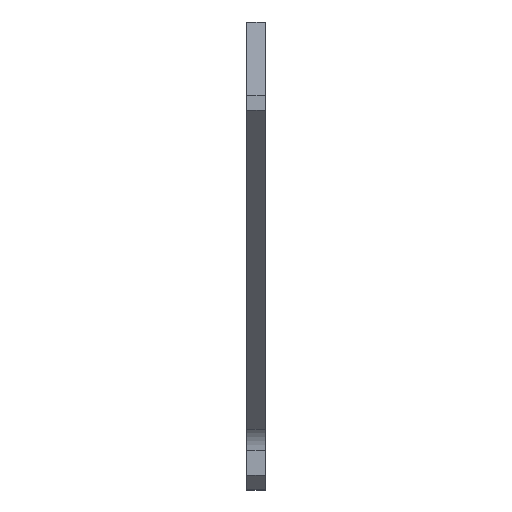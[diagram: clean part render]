
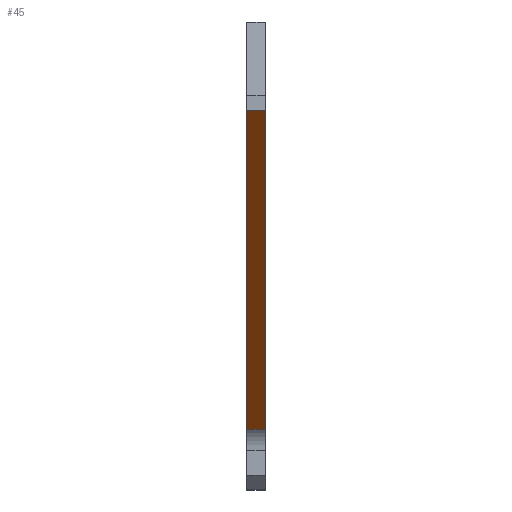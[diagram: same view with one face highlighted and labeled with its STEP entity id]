
A CAD part, left-side view. The second image highlights one B-rep face of the part: STEP entity #45.
In plain terms, the highlighted planar face has unit normal (-0.707, 0, -0.707).
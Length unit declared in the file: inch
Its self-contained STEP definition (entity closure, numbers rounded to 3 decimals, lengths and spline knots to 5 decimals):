
#4 = ORIENTED_EDGE ( 'NONE', *, *, #546, .T. ) ;
#29 = EDGE_CURVE ( 'NONE', #396, #249, #100, .T. ) ;
#32 = ORIENTED_EDGE ( 'NONE', *, *, #29, .F. ) ;
#45 = ADVANCED_FACE ( 'NONE', ( #231 ), #172, .F. ) ;
#49 = LINE ( 'NONE', #673, #472 ) ;
#100 = LINE ( 'NONE', #302, #239 ) ;
#113 = LINE ( 'NONE', #445, #699 ) ;
#118 = DIRECTION ( 'NONE',  ( 0.707, 0., 0.707 ) ) ;
#132 = CARTESIAN_POINT ( 'NONE',  ( -1.1063, 0., 0.62569 ) ) ;
#142 = VECTOR ( 'NONE', #309, 39.37008 ) ;
#161 = CARTESIAN_POINT ( 'NONE',  ( -1.0842, 0.03937, 0.60359 ) ) ;
#172 = PLANE ( 'NONE',  #183 ) ;
#183 = AXIS2_PLACEMENT_3D ( 'NONE', #773, #118, #466 ) ;
#231 = FACE_OUTER_BOUND ( 'NONE', #378, .T. ) ;
#236 = EDGE_CURVE ( 'NONE', #396, #281, #49, .T. ) ;
#239 = VECTOR ( 'NONE', #598, 39.37008 ) ;
#249 = VERTEX_POINT ( 'NONE', #161 ) ;
#273 = ORIENTED_EDGE ( 'NONE', *, *, #713, .T. ) ;
#281 = VERTEX_POINT ( 'NONE', #340 ) ;
#302 = CARTESIAN_POINT ( 'NONE',  ( -1.1063, 0.03937, 0.62569 ) ) ;
#309 = DIRECTION ( 'NONE',  ( -0.707, 0., 0.707 ) ) ;
#340 = CARTESIAN_POINT ( 'NONE',  ( -0.41201, 0., -0.0686 ) ) ;
#378 = EDGE_LOOP ( 'NONE', ( #4, #273, #32, #777 ) ) ;
#396 = VERTEX_POINT ( 'NONE', #553 ) ;
#445 = CARTESIAN_POINT ( 'NONE',  ( -1.0842, 0.03937, 0.60359 ) ) ;
#466 = DIRECTION ( 'NONE',  ( 0.707, 0., -0.707 ) ) ;
#472 = VECTOR ( 'NONE', #612, 39.37008 ) ;
#512 = DIRECTION ( 'NONE',  ( 0., 1., 0. ) ) ;
#546 = EDGE_CURVE ( 'NONE', #281, #608, #618, .T. ) ;
#553 = CARTESIAN_POINT ( 'NONE',  ( -0.41201, 0.03937, -0.0686 ) ) ;
#598 = DIRECTION ( 'NONE',  ( -0.707, 0., 0.707 ) ) ;
#608 = VERTEX_POINT ( 'NONE', #707 ) ;
#612 = DIRECTION ( 'NONE',  ( 0., -1., 0. ) ) ;
#618 = LINE ( 'NONE', #132, #142 ) ;
#673 = CARTESIAN_POINT ( 'NONE',  ( -0.41201, 0.03937, -0.0686 ) ) ;
#699 = VECTOR ( 'NONE', #512, 39.37008 ) ;
#707 = CARTESIAN_POINT ( 'NONE',  ( -1.0842, 0., 0.60359 ) ) ;
#713 = EDGE_CURVE ( 'NONE', #608, #249, #113, .T. ) ;
#773 = CARTESIAN_POINT ( 'NONE',  ( -1.1063, 0.03937, 0.62569 ) ) ;
#777 = ORIENTED_EDGE ( 'NONE', *, *, #236, .T. ) ;
